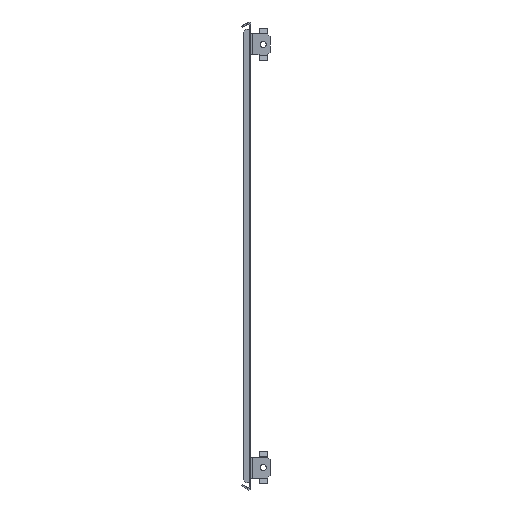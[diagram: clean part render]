
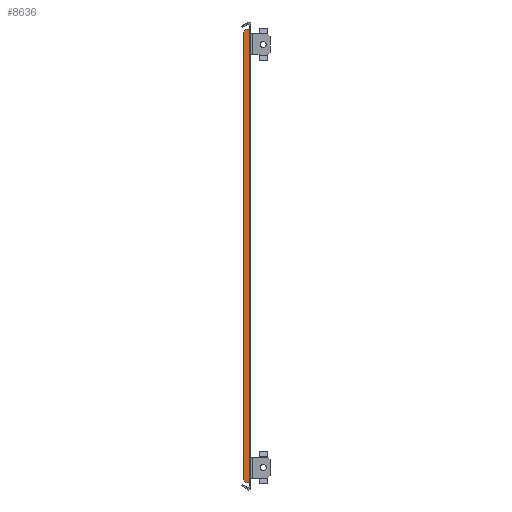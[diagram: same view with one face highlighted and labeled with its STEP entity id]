
A CAD part, front view. The second image highlights one B-rep face of the part: STEP entity #8636.
In plain terms, the highlighted planar face has unit normal (0, -1, 0).
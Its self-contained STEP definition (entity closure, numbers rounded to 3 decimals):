
#364 = EDGE_CURVE ( 'NONE', #27719, #40977, #5441, .T. ) ;
#1539 = LINE ( 'NONE', #26912, #7437 ) ;
#3063 = VERTEX_POINT ( 'NONE', #34853 ) ;
#3556 = VECTOR ( 'NONE', #30806, 1000. ) ;
#4098 = EDGE_CURVE ( 'NONE', #21679, #27719, #32631, .T. ) ;
#4664 = PLANE ( 'NONE',  #26258 ) ;
#4986 = VECTOR ( 'NONE', #39373, 1000. ) ;
#5268 = ORIENTED_EDGE ( 'NONE', *, *, #27565, .T. ) ;
#5286 = CARTESIAN_POINT ( 'NONE',  ( -5., -353., -240.897 ) ) ;
#5441 = LINE ( 'NONE', #18154, #3556 ) ;
#6617 = VECTOR ( 'NONE', #18824, 1000. ) ;
#7137 = ORIENTED_EDGE ( 'NONE', *, *, #4098, .T. ) ;
#7169 = EDGE_CURVE ( 'NONE', #24569, #19906, #35680, .T. ) ;
#7222 = CARTESIAN_POINT ( 'NONE',  ( -122.948, -353., 122.948 ) ) ;
#7437 = VECTOR ( 'NONE', #17996, 1000. ) ;
#8636 = ADVANCED_FACE ( 'NONE', ( #32723 ), #4664, .F. ) ;
#8795 = VECTOR ( 'NONE', #23138, 1000. ) ;
#9835 = DIRECTION ( 'NONE',  ( 0.707, 0., -0.707 ) ) ;
#9860 = CARTESIAN_POINT ( 'NONE',  ( 0., -353., 240.897 ) ) ;
#13548 = EDGE_CURVE ( 'NONE', #22205, #3063, #19005, .T. ) ;
#13845 = CARTESIAN_POINT ( 'NONE',  ( -2.5, -353., 240.897 ) ) ;
#16458 = ORIENTED_EDGE ( 'NONE', *, *, #13548, .F. ) ;
#16920 = CARTESIAN_POINT ( 'NONE',  ( 0., -353., 0. ) ) ;
#17715 = ORIENTED_EDGE ( 'NONE', *, *, #7169, .T. ) ;
#17996 = DIRECTION ( 'NONE',  ( 1., 0., 0. ) ) ;
#18000 = EDGE_CURVE ( 'NONE', #20457, #3063, #29562, .T. ) ;
#18154 = CARTESIAN_POINT ( 'NONE',  ( 0., -353., -240.897 ) ) ;
#18223 = EDGE_CURVE ( 'NONE', #40977, #20457, #1539, .T. ) ;
#18824 = DIRECTION ( 'NONE',  ( 0., 0., -1. ) ) ;
#19005 = LINE ( 'NONE', #9860, #21893 ) ;
#19232 = CARTESIAN_POINT ( 'NONE',  ( -8., -353., 0. ) ) ;
#19668 = DIRECTION ( 'NONE',  ( 0., 1., 0. ) ) ;
#19906 = VERTEX_POINT ( 'NONE', #39170 ) ;
#20351 = ORIENTED_EDGE ( 'NONE', *, *, #18223, .T. ) ;
#20358 = ORIENTED_EDGE ( 'NONE', *, *, #18000, .T. ) ;
#20457 = VERTEX_POINT ( 'NONE', #25396 ) ;
#20680 = CARTESIAN_POINT ( 'NONE',  ( 0., -353., 240.897 ) ) ;
#21679 = VERTEX_POINT ( 'NONE', #28894 ) ;
#21893 = VECTOR ( 'NONE', #22505, 1000. ) ;
#22205 = VERTEX_POINT ( 'NONE', #13845 ) ;
#22505 = DIRECTION ( 'NONE',  ( 1., 0., 0. ) ) ;
#22663 = CARTESIAN_POINT ( 'NONE',  ( -122.948, -353., -122.948 ) ) ;
#23138 = DIRECTION ( 'NONE',  ( 0., 0., 1. ) ) ;
#24569 = VERTEX_POINT ( 'NONE', #28380 ) ;
#25396 = CARTESIAN_POINT ( 'NONE',  ( 0., -353., -240.897 ) ) ;
#25459 = LINE ( 'NONE', #19232, #6617 ) ;
#26258 = AXIS2_PLACEMENT_3D ( 'NONE', #36258, #19668, #38764 ) ;
#26489 = LINE ( 'NONE', #20680, #4986 ) ;
#26912 = CARTESIAN_POINT ( 'NONE',  ( -2.5, -353., -240.897 ) ) ;
#27565 = EDGE_CURVE ( 'NONE', #22205, #24569, #26489, .T. ) ;
#27719 = VERTEX_POINT ( 'NONE', #5286 ) ;
#27764 = ORIENTED_EDGE ( 'NONE', *, *, #36569, .T. ) ;
#28380 = CARTESIAN_POINT ( 'NONE',  ( -5., -353., 240.897 ) ) ;
#28894 = CARTESIAN_POINT ( 'NONE',  ( -8., -353., -237.897 ) ) ;
#29562 = LINE ( 'NONE', #16920, #8795 ) ;
#29731 = CARTESIAN_POINT ( 'NONE',  ( -2.5, -353., -240.897 ) ) ;
#30806 = DIRECTION ( 'NONE',  ( 1., 0., 0. ) ) ;
#31787 = ORIENTED_EDGE ( 'NONE', *, *, #364, .T. ) ;
#31913 = VECTOR ( 'NONE', #9835, 1000. ) ;
#32631 = LINE ( 'NONE', #22663, #31913 ) ;
#32723 = FACE_OUTER_BOUND ( 'NONE', #37391, .T. ) ;
#34853 = CARTESIAN_POINT ( 'NONE',  ( 0., -353., 240.897 ) ) ;
#35680 = LINE ( 'NONE', #7222, #40700 ) ;
#36258 = CARTESIAN_POINT ( 'NONE',  ( 0., -353., 0. ) ) ;
#36497 = DIRECTION ( 'NONE',  ( -0.707, 0., -0.707 ) ) ;
#36569 = EDGE_CURVE ( 'NONE', #19906, #21679, #25459, .T. ) ;
#37391 = EDGE_LOOP ( 'NONE', ( #31787, #20351, #20358, #16458, #5268, #17715, #27764, #7137 ) ) ;
#38764 = DIRECTION ( 'NONE',  ( -1., 0., 0. ) ) ;
#39170 = CARTESIAN_POINT ( 'NONE',  ( -8., -353., 237.897 ) ) ;
#39373 = DIRECTION ( 'NONE',  ( -1., 0., 0. ) ) ;
#40700 = VECTOR ( 'NONE', #36497, 1000. ) ;
#40977 = VERTEX_POINT ( 'NONE', #29731 ) ;
